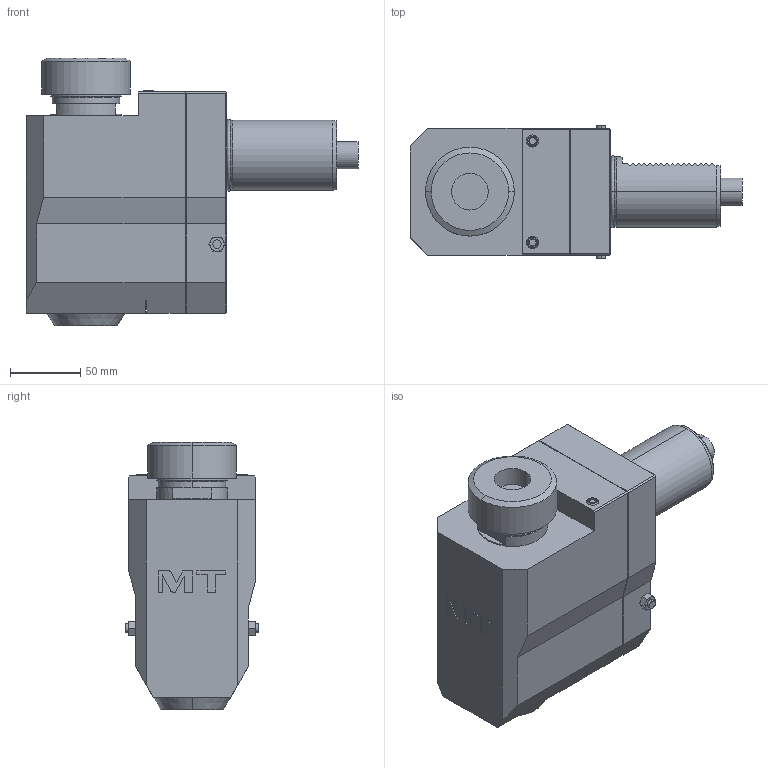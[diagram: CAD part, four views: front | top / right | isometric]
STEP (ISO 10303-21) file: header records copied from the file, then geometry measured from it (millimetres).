
FILE_DESCRIPTION((''),'2;1');
FILE_NAME('241SAU_R40_50D00_CONF','2024-12-10T10:08:48',('fpalella'),('M.T. srl'),'CREO PARAMETRIC BY PTC INC, 2023352','CREO PARAMETRIC BY PTC INC, 2023352','');
FILE_SCHEMA(('CONFIG_CONTROL_DESIGN'));
Length unit declared in the file: millimetre
Products named in the file (1): 241SAU_R40_50D00_CONF
Bounding box: 235.5 x 95 x 189.86 mm (x, y, z)
Volume: 1985109.9 mm3; surface area: 117461.1 mm2
Topology: 1 solids, 1 shells, 281 faces, 713 edges, 451 vertices
Faces by surface type: plane 177, cylinder 52, cone 41, torus 7, sphere 2, extrusion 2
Entity records: 9211 total; most frequent: CARTESIAN_POINT 2620, ORIENTED_EDGE 1422, DIRECTION 1255, EDGE_CURVE 711, VERTEX_POINT 451, AXIS2_PLACEMENT_3D 424, VECTOR 407, LINE 405
